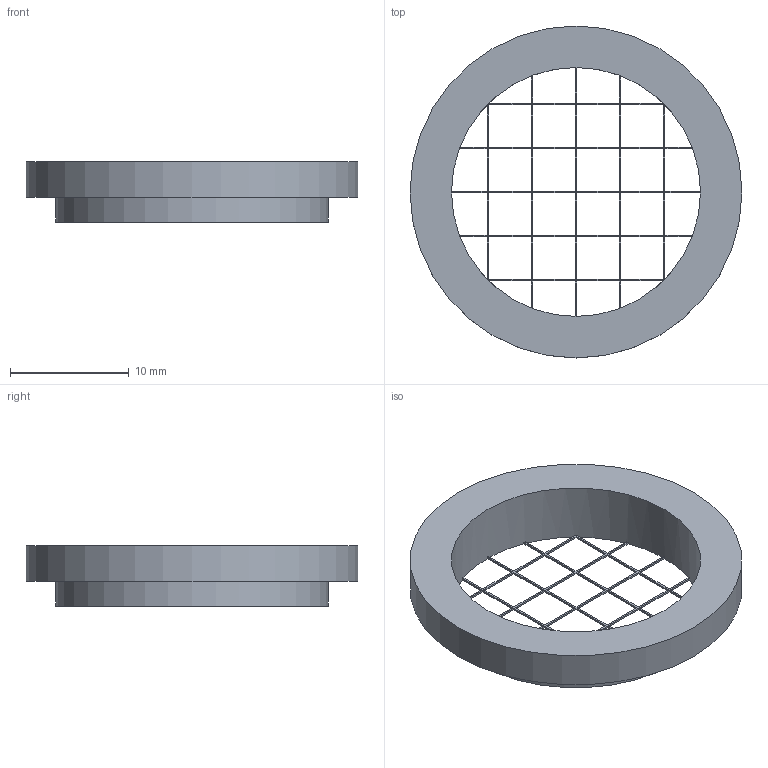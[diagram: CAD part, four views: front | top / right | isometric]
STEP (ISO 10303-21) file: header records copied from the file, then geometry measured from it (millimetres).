
FILE_DESCRIPTION(/* description */ (''),/* implementation_level */ '2;1');
FILE_NAME(/* name */ 'grid_v2 v0.step',/* time_stamp */ '2023-12-20T18:16:34-06:00',/* author */ (''),/* organization */ (''),/* preprocessor_version */ 'ST-DEVELOPER v20',/* originating_system */ 'Autodesk Translation Framework v12.14.0.127',/* authorisation */ '');
FILE_SCHEMA (('AUTOMOTIVE_DESIGN { 1 0 10303 214 3 1 1 }'));
Length unit declared in the file: millimetre
Products named in the file (1): grid_v2
Bounding box: 28 x 28 x 5.08 mm (x, y, z)
Volume: 955.6 mm3; surface area: 1391.9 mm2
Topology: 1 solids, 1 shells, 111 faces, 369 edges, 246 vertices
Faces by surface type: plane 108, cylinder 3
Full cylindrical faces by diameter (mm): 21 x1, 23 x1, 28 x1
Entity records: 4142 total; most frequent: ORIENTED_EDGE 738, CARTESIAN_POINT 727, DIRECTION 631, EDGE_CURVE 369, LINE 331, VECTOR 331, VERTEX_POINT 246, EDGE_LOOP 161
